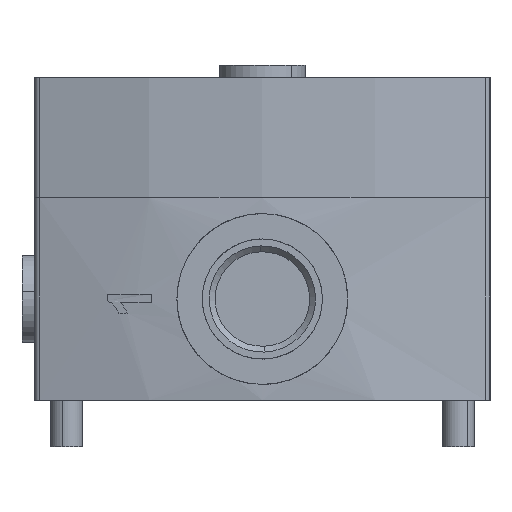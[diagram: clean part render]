
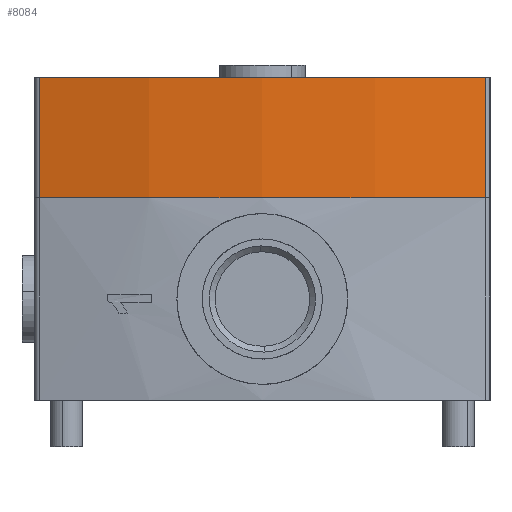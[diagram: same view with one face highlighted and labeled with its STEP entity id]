
A CAD part, left-side view. The second image highlights one B-rep face of the part: STEP entity #8084.
In plain terms, the highlighted cylindrical face has radius 120 mm (diameter 240 mm), a partial arc.
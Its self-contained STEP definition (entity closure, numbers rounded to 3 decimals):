
#351 = EDGE_CURVE ( 'NONE', #14867, #26923, #24819, .T. ) ;
#2718 = EDGE_CURVE ( 'NONE', #19985, #4353, #12409, .T. ) ;
#2857 = DIRECTION ( 'NONE',  ( 1., 0., 0. ) ) ;
#4353 = VERTEX_POINT ( 'NONE', #6338 ) ;
#5065 = AXIS2_PLACEMENT_3D ( 'NONE', #5854, #15372, #20442 ) ;
#5531 = VECTOR ( 'NONE', #12815, 1000. ) ;
#5854 = CARTESIAN_POINT ( 'NONE',  ( 106.737, 0., -38.788 ) ) ;
#6338 = CARTESIAN_POINT ( 'NONE',  ( -7.956, -35.294, 32. ) ) ;
#7857 = CARTESIAN_POINT ( 'NONE',  ( -7.956, -35.294, 51. ) ) ;
#8084 = ADVANCED_FACE ( 'NONE', ( #22574 ), #29782, .T. ) ;
#9231 = LINE ( 'NONE', #21033, #15356 ) ;
#11139 = CARTESIAN_POINT ( 'NONE',  ( 106.737, 0., 32. ) ) ;
#12409 = CIRCLE ( 'NONE', #21709, 120. ) ;
#12815 = DIRECTION ( 'NONE',  ( 0., 0., 1. ) ) ;
#14867 = VERTEX_POINT ( 'NONE', #21449 ) ;
#15356 = VECTOR ( 'NONE', #18693, 1000. ) ;
#15372 = DIRECTION ( 'NONE',  ( 0., 0., -1. ) ) ;
#16082 = EDGE_CURVE ( 'NONE', #4353, #26923, #20180, .T. ) ;
#18693 = DIRECTION ( 'NONE',  ( 0., 0., 1. ) ) ;
#18949 = AXIS2_PLACEMENT_3D ( 'NONE', #28595, #18956, #2857 ) ;
#18956 = DIRECTION ( 'NONE',  ( 0., 0., 1. ) ) ;
#19985 = VERTEX_POINT ( 'NONE', #26966 ) ;
#20180 = LINE ( 'NONE', #24321, #5531 ) ;
#20442 = DIRECTION ( 'NONE',  ( 1., 0., 0. ) ) ;
#20501 = DIRECTION ( 'NONE',  ( 1., 0., 0. ) ) ;
#20672 = ORIENTED_EDGE ( 'NONE', *, *, #16082, .T. ) ;
#21033 = CARTESIAN_POINT ( 'NONE',  ( -7.956, 35.294, -38.788 ) ) ;
#21449 = CARTESIAN_POINT ( 'NONE',  ( -7.956, 35.294, 51. ) ) ;
#21709 = AXIS2_PLACEMENT_3D ( 'NONE', #11139, #23641, #20501 ) ;
#22574 = FACE_OUTER_BOUND ( 'NONE', #28608, .T. ) ;
#23641 = DIRECTION ( 'NONE',  ( 0., 0., 1. ) ) ;
#24321 = CARTESIAN_POINT ( 'NONE',  ( -7.956, -35.294, 43. ) ) ;
#24819 = CIRCLE ( 'NONE', #18949, 120. ) ;
#25191 = ORIENTED_EDGE ( 'NONE', *, *, #28192, .F. ) ;
#26923 = VERTEX_POINT ( 'NONE', #7857 ) ;
#26966 = CARTESIAN_POINT ( 'NONE',  ( -7.956, 35.294, 32. ) ) ;
#27179 = ORIENTED_EDGE ( 'NONE', *, *, #351, .F. ) ;
#28192 = EDGE_CURVE ( 'NONE', #19985, #14867, #9231, .T. ) ;
#28595 = CARTESIAN_POINT ( 'NONE',  ( 106.737, 0., 51. ) ) ;
#28608 = EDGE_LOOP ( 'NONE', ( #30272, #20672, #27179, #25191 ) ) ;
#29782 = CYLINDRICAL_SURFACE ( 'NONE', #5065, 120. ) ;
#30272 = ORIENTED_EDGE ( 'NONE', *, *, #2718, .T. ) ;
